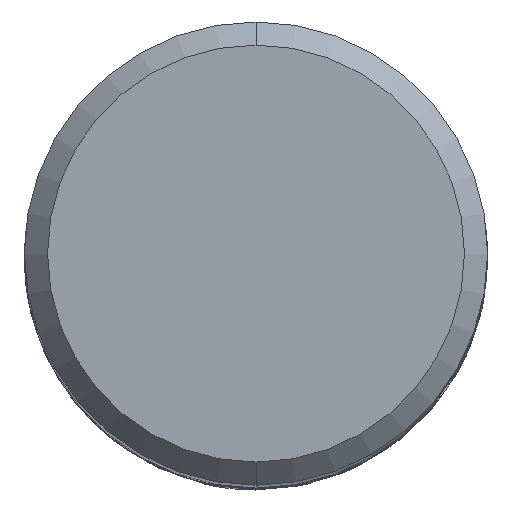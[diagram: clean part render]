
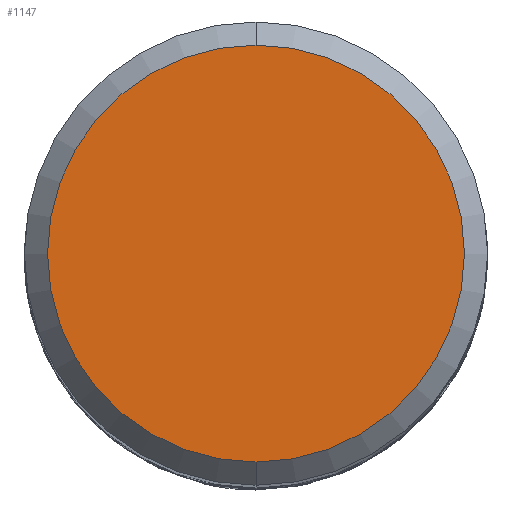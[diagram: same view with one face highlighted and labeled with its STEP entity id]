
A CAD part, top view. The second image highlights one B-rep face of the part: STEP entity #1147.
In plain terms, the highlighted planar face has unit normal (0, 0, 1).
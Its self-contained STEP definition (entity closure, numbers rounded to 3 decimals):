
#649=EDGE_CURVE('',#997,#1205,#1800,.T.);
#783=EDGE_CURVE('',#1205,#997,#1948,.T.);
#997=VERTEX_POINT('',#2186);
#1147=ADVANCED_FACE('',(#2354),#2355,.T.);
#1205=VERTEX_POINT('',#2419);
#1800=CIRCLE('',#4330,9.0);
#1948=CIRCLE('',#5803,9.0);
#2186=CARTESIAN_POINT('',(0.0,9.0,0.0));
#2354=FACE_OUTER_BOUND('',#9118,.T.);
#2355=PLANE('',#9119);
#2419=CARTESIAN_POINT('',(0.,-9.0,0.0));
#4330=AXIS2_PLACEMENT_3D('',#14072,#14073,#14074);
#5803=AXIS2_PLACEMENT_3D('',#14201,#14202,#14203);
#9118=EDGE_LOOP('',(#14676,#14677));
#9119=AXIS2_PLACEMENT_3D('',#14678,#14679,#14680);
#14072=CARTESIAN_POINT('',(0.0,0.0,0.0));
#14073=DIRECTION('',(0.0,0.0,-1.0));
#14074=DIRECTION('',(0.0,1.0,0.0));
#14201=CARTESIAN_POINT('',(0.0,0.0,0.0));
#14202=DIRECTION('',(0.0,0.0,-1.0));
#14203=DIRECTION('',(0.0,1.0,0.0));
#14676=ORIENTED_EDGE('',*,*,#649,.F.);
#14677=ORIENTED_EDGE('',*,*,#783,.F.);
#14678=CARTESIAN_POINT('',(0.0,4.5,0.0));
#14679=DIRECTION('',(-0.0,0.0,1.0));
#14680=DIRECTION('',(0.0,-1.0,0.0));
